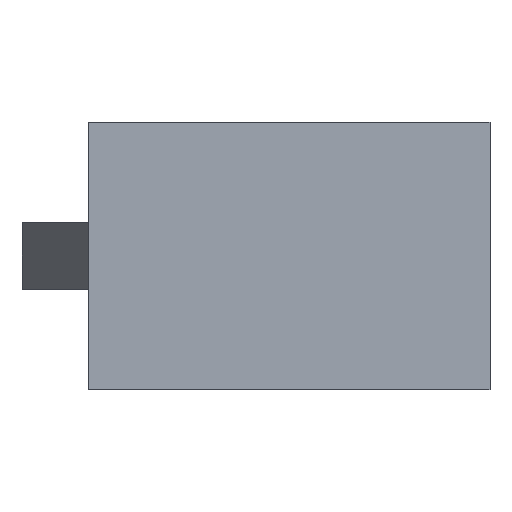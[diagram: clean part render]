
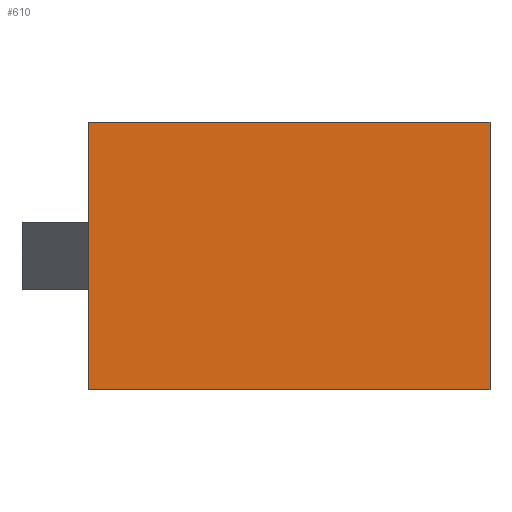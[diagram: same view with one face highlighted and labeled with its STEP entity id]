
A CAD part, front view. The second image highlights one B-rep face of the part: STEP entity #610.
In plain terms, the highlighted planar face has unit normal (0, -1, 0).
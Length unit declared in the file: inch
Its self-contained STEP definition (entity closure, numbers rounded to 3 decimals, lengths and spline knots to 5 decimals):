
#44=PLANE('',#670);
#74=FACE_OUTER_BOUND('',#108,.T.);
#108=EDGE_LOOP('',(#573,#574,#575,#576));
#150=LINE('',#925,#226);
#176=LINE('',#980,#252);
#181=LINE('',#989,#257);
#183=LINE('',#992,#259);
#226=VECTOR('',#756,0.3937);
#252=VECTOR('',#808,0.3937);
#257=VECTOR('',#815,0.3937);
#259=VECTOR('',#819,0.3937);
#304=VERTEX_POINT('',#922);
#305=VERTEX_POINT('',#924);
#321=VERTEX_POINT('',#979);
#324=VERTEX_POINT('',#987);
#372=EDGE_CURVE('',#304,#305,#150,.T.);
#400=EDGE_CURVE('',#321,#304,#176,.T.);
#405=EDGE_CURVE('',#324,#321,#181,.T.);
#407=EDGE_CURVE('',#305,#324,#183,.T.);
#573=ORIENTED_EDGE('',*,*,#407,.F.);
#574=ORIENTED_EDGE('',*,*,#372,.F.);
#575=ORIENTED_EDGE('',*,*,#400,.F.);
#576=ORIENTED_EDGE('',*,*,#405,.F.);
#610=ADVANCED_FACE('',(#74),#44,.F.);
#670=AXIS2_PLACEMENT_3D('',#995,#823,#824);
#756=DIRECTION('',(0.,0.,-1.));
#808=DIRECTION('',(1.,0.,0.));
#815=DIRECTION('',(0.,0.,1.));
#819=DIRECTION('',(-1.,0.,0.));
#823=DIRECTION('center_axis',(0.,1.,0.));
#824=DIRECTION('ref_axis',(0.,0.,1.));
#922=CARTESIAN_POINT('',(1.5,0.,1.));
#924=CARTESIAN_POINT('',(1.5,0.,-1.));
#925=CARTESIAN_POINT('',(1.5,0.,1.));
#979=CARTESIAN_POINT('',(-1.5,0.,1.));
#980=CARTESIAN_POINT('',(-1.5,0.,1.));
#987=CARTESIAN_POINT('',(-1.5,0.,-1.));
#989=CARTESIAN_POINT('',(-1.5,0.,-1.));
#992=CARTESIAN_POINT('',(1.5,0.,-1.));
#995=CARTESIAN_POINT('Origin',(0.,0.,0.));
